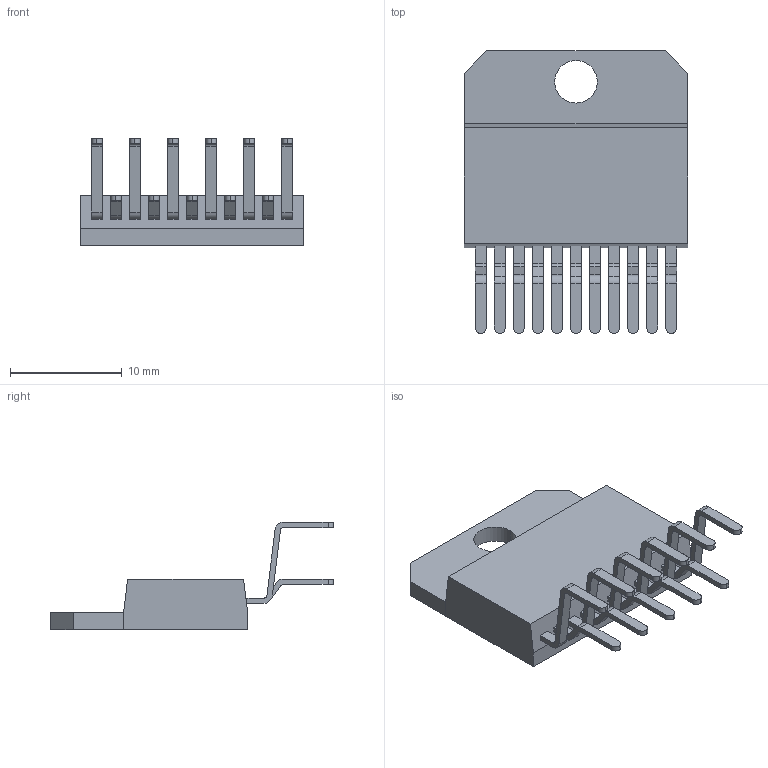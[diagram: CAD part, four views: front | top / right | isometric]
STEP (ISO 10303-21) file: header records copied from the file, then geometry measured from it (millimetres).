
FILE_DESCRIPTION (( 'STEP AP214' ), '1' );
FILE_NAME ('KV11.STEP', '2020-08-13T17:52:26', ( '' ), ( '' ), 'SwSTEP 2.0', 'SolidWorks 2017', '' );
FILE_SCHEMA (( 'AUTOMOTIVE_DESIGN' ));
Length unit declared in the file: inch
Products named in the file (1): KV11
Bounding box: 20.02 x 25.3 x 9.61 mm (x, y, z)
Volume: 1209.7 mm3; surface area: 1827.4 mm2
Topology: 13 solids, 13 shells, 224 faces, 592 edges, 394 vertices
Faces by surface type: plane 156, cylinder 68
Entity records: 7469 total; most frequent: CARTESIAN_POINT 1211, ORIENTED_EDGE 1184, DIRECTION 1178, EDGE_CURVE 592, VECTOR 456, LINE 456, VERTEX_POINT 394, AXIS2_PLACEMENT_3D 361
